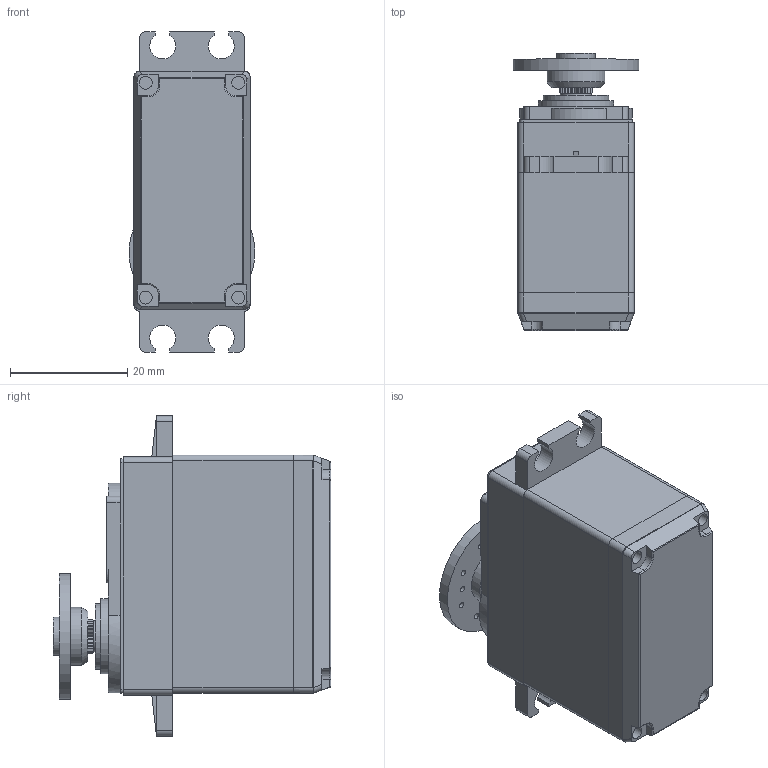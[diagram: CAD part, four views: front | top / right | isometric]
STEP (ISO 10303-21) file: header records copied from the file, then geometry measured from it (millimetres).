
FILE_DESCRIPTION(/* description */ (''),/* implementation_level */ '2;1');
FILE_NAME(/* name */ 'a7a42261-7847-44b9-97a4-4382c29cc4a7.zip.stp',/* time_stamp */ '2019-02-24T07:35:30+00:00',/* author */ (''),/* organization */ (''),/* preprocessor_version */ 'ST-DEVELOPER v17.2',/* originating_system */ 'Autodesk Translation Framework v7.6.0.251',/* authorisation */ '');
FILE_SCHEMA (('AUTOMOTIVE_DESIGN { 1 0 10303 214 3 1 1 }'));
Length unit declared in the file: millimetre
Products named in the file (6): MG_996R v1; Top; Medio; Base; Eje; Acople circular
Assembly tree (5 placements, depth 2):
  MG_996R v1
    Top
    Medio
    Base
    Eje
    Acople circular
Bounding box: 21.45 x 47.3 x 54.6 mm (x, y, z)
Volume: 31272.7 mm3; surface area: 11651.9 mm2
Topology: 5 solids, 5 shells, 476 faces, 1255 edges, 799 vertices
Faces by surface type: plane 327, cylinder 132, bspline 12, torus 4, cone 1
Full cylindrical faces by diameter (mm): 1 x12, 1.6 x1, 2.2 x4, 2.8 x1, 5.3 x1, 5.5 x1, 6 x1, 6.5 x1, 8.5 x1, 9.9 x1, 11.2 x1, 12.8 x1, 21.5 x1
Entity records: 15042 total; most frequent: CARTESIAN_POINT 2737, DIRECTION 2578, ORIENTED_EDGE 2510, EDGE_CURVE 1255, LINE 882, VECTOR 882, AXIS2_PLACEMENT_3D 848, VERTEX_POINT 799
